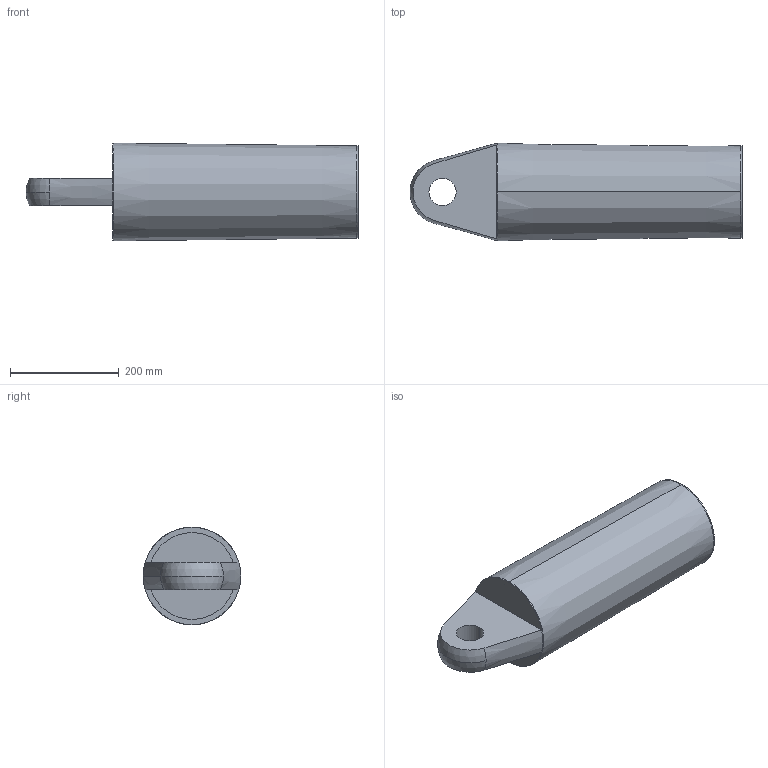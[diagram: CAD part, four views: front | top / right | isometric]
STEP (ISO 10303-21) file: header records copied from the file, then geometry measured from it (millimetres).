
FILE_DESCRIPTION (( 'STEP AP203' ), '1' );
FILE_NAME ('Parte_b_Default_sldprt.STEP', '2021-10-19T09:13:35', ( '' ), ( '' ), 'SwSTEP 2.0', 'SolidWorks 2021', '' );
FILE_SCHEMA (( 'CONFIG_CONTROL_DESIGN' ));
Length unit declared in the file: millimetre
Products named in the file (1): Parte_b_Default_sldprt
Bounding box: 612 x 180 x 180 mm (x, y, z)
Volume: 2763309.3 mm3; surface area: 580425.5 mm2
Topology: 1 solids, 1 shells, 26 faces, 60 edges, 38 vertices
Faces by surface type: plane 10, cylinder 9, cone 5, sphere 2
Entity records: 850 total; most frequent: CARTESIAN_POINT 153, DIRECTION 143, ORIENTED_EDGE 120, EDGE_CURVE 60, AXIS2_PLACEMENT_3D 60, VERTEX_POINT 38, CIRCLE 33, EDGE_LOOP 30
